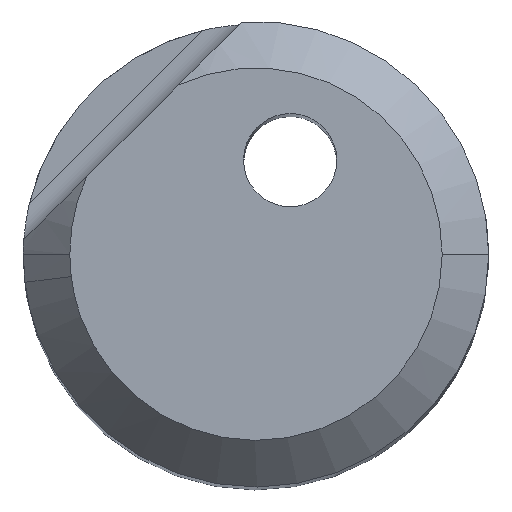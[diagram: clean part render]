
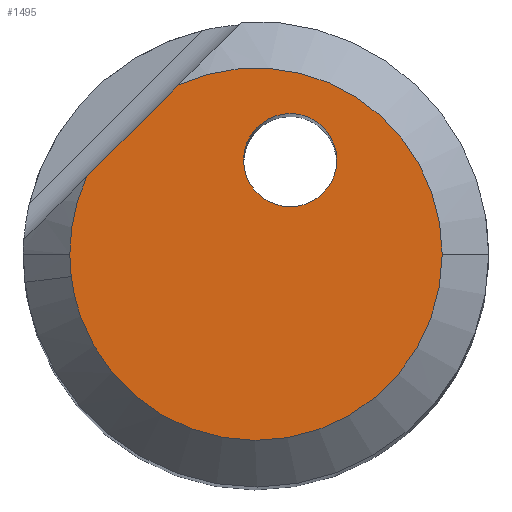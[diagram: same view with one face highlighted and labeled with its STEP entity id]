
A CAD part, top view. The second image highlights one B-rep face of the part: STEP entity #1495.
In plain terms, the highlighted planar face has unit normal (0, 0, 1).
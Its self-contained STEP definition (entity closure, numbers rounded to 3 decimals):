
#1207=AXIS2_PLACEMENT_3D('Circle Axis2P3D',#1205,#1206,$) ;
#1426=AXIS2_PLACEMENT_3D('Plane Axis2P3D',#1423,#1424,#1425) ;
#1439=AXIS2_PLACEMENT_3D('Circle Axis2P3D',#1437,#1438,$) ;
#1481=AXIS2_PLACEMENT_3D('Circle Axis2P3D',#1479,#1480,$) ;
#1202=CARTESIAN_POINT('Vertex',(-0.052,0.607,0.)) ;
#1205=CARTESIAN_POINT('Axis2P3D Location',(0.294,0.808,0.)) ;
#1209=CARTESIAN_POINT('Vertex',(0.64,1.009,0.)) ;
#1232=CARTESIAN_POINT('Control Point',(-0.052,0.607,0.)) ;
#1233=CARTESIAN_POINT('Control Point',(-0.178,0.824,0.)) ;
#1234=CARTESIAN_POINT('Control Point',(-0.141,1.149,0.)) ;
#1235=CARTESIAN_POINT('Control Point',(0.213,1.355,0.)) ;
#1236=CARTESIAN_POINT('Control Point',(0.514,1.227,0.)) ;
#1237=CARTESIAN_POINT('Control Point',(0.64,1.009,0.)) ;
#1423=CARTESIAN_POINT('Axis2P3D Location',(0.,0.,0.)) ;
#1428=CARTESIAN_POINT('Line Origine',(-1.061,1.061,0.)) ;
#1432=CARTESIAN_POINT('Vertex',(-0.667,1.454,0.)) ;
#1434=CARTESIAN_POINT('Vertex',(-1.454,0.667,0.)) ;
#1437=CARTESIAN_POINT('Axis2P3D Location',(0.,0.,0.)) ;
#1441=CARTESIAN_POINT('Vertex',(-1.6,0.,0.)) ;
#1445=CARTESIAN_POINT('Control Point',(-1.588,-0.192,0.)) ;
#1446=CARTESIAN_POINT('Control Point',(-1.593,-0.154,0.)) ;
#1447=CARTESIAN_POINT('Control Point',(-1.597,-0.116,0.)) ;
#1448=CARTESIAN_POINT('Control Point',(-1.599,-0.077,0.)) ;
#1449=CARTESIAN_POINT('Control Point',(-1.6,-0.039,0.)) ;
#1450=CARTESIAN_POINT('Control Point',(-1.6,0.,0.)) ;
#1451=CARTESIAN_POINT('Vertex',(-1.588,-0.192,0.)) ;
#1455=CARTESIAN_POINT('Control Point',(1.6,0.,0.)) ;
#1456=CARTESIAN_POINT('Control Point',(1.6,-0.186,0.)) ;
#1457=CARTESIAN_POINT('Control Point',(1.573,-0.372,0.)) ;
#1458=CARTESIAN_POINT('Control Point',(1.519,-0.552,0.)) ;
#1459=CARTESIAN_POINT('Control Point',(1.36,-0.893,0.)) ;
#1460=CARTESIAN_POINT('Control Point',(1.111,-1.174,0.)) ;
#1461=CARTESIAN_POINT('Control Point',(0.967,-1.295,0.)) ;
#1462=CARTESIAN_POINT('Control Point',(0.647,-1.493,0.)) ;
#1463=CARTESIAN_POINT('Control Point',(0.284,-1.591,0.)) ;
#1464=CARTESIAN_POINT('Control Point',(0.097,-1.613,0.)) ;
#1465=CARTESIAN_POINT('Control Point',(-0.278,-1.603,0.)) ;
#1466=CARTESIAN_POINT('Control Point',(-0.636,-1.486,0.)) ;
#1467=CARTESIAN_POINT('Control Point',(-0.804,-1.402,0.)) ;
#1468=CARTESIAN_POINT('Control Point',(-1.113,-1.187,0.)) ;
#1469=CARTESIAN_POINT('Control Point',(-1.347,-0.894,0.)) ;
#1470=CARTESIAN_POINT('Control Point',(-1.442,-0.731,0.)) ;
#1471=CARTESIAN_POINT('Control Point',(-1.526,-0.521,0.)) ;
#1472=CARTESIAN_POINT('Control Point',(-1.572,-0.303,0.)) ;
#1473=CARTESIAN_POINT('Control Point',(-1.578,-0.266,0.)) ;
#1474=CARTESIAN_POINT('Control Point',(-1.584,-0.229,0.)) ;
#1475=CARTESIAN_POINT('Control Point',(-1.588,-0.192,0.)) ;
#1476=CARTESIAN_POINT('Vertex',(1.6,0.,0.)) ;
#1479=CARTESIAN_POINT('Axis2P3D Location',(0.,0.,0.)) ;
#1206=DIRECTION('Axis2P3D Direction',(0.,0.,-1.)) ;
#1424=DIRECTION('Axis2P3D Direction',(0.,0.,-1.)) ;
#1425=DIRECTION('Axis2P3D XDirection',(-1.,0.,0.)) ;
#1429=DIRECTION('Vector Direction',(-0.707,-0.707,0.)) ;
#1438=DIRECTION('Axis2P3D Direction',(0.,0.,-1.)) ;
#1480=DIRECTION('Axis2P3D Direction',(0.,0.,-1.)) ;
#1430=VECTOR('Line Direction',#1429,1.) ;
#1485=ORIENTED_EDGE('',*,*,#1436,.T.) ;
#1486=ORIENTED_EDGE('',*,*,#1443,.F.) ;
#1487=ORIENTED_EDGE('',*,*,#1453,.F.) ;
#1488=ORIENTED_EDGE('',*,*,#1478,.F.) ;
#1489=ORIENTED_EDGE('',*,*,#1483,.F.) ;
#1492=ORIENTED_EDGE('',*,*,#1238,.T.) ;
#1493=ORIENTED_EDGE('',*,*,#1211,.T.) ;
#1494=FACE_BOUND('',#1491,.T.) ;
#1495=ADVANCED_FACE('NOCUT',(#1490,#1494),#1427,.F.) ;
#1231=B_SPLINE_CURVE_WITH_KNOTS('',5,(#1232,#1233,#1234,#1235,#1236,#1237),.UNSPECIFIED.,.F.,.U.,(6,6),(-0.628,0.628),.UNSPECIFIED.) ;
#1444=B_SPLINE_CURVE_WITH_KNOTS('',5,(#1445,#1446,#1447,#1448,#1449,#1450),.UNSPECIFIED.,.F.,.U.,(6,6),(6.867,7.141),.UNSPECIFIED.) ;
#1454=B_SPLINE_CURVE_WITH_KNOTS('',5,(#1455,#1456,#1457,#1458,#1459,#1460,#1461,#1462,#1463,#1464,#1465,#1466,#1467,#1468,#1469,#1470,#1471,#1472,#1473,#1474,#1475),.UNSPECIFIED.,.F.,.U.,(6,3,3,3,3,3,6),(0.,1.321,2.641,3.962,5.282,6.603,6.867),.UNSPECIFIED.) ;
#1208=CIRCLE('generated circle',#1207,0.4) ;
#1440=CIRCLE('generated circle',#1439,1.6) ;
#1482=CIRCLE('generated circle',#1481,1.6) ;
#1211=EDGE_CURVE('',#1210,#1203,#1208,.T.) ;
#1238=EDGE_CURVE('',#1203,#1210,#1231,.T.) ;
#1436=EDGE_CURVE('',#1433,#1435,#1431,.T.) ;
#1443=EDGE_CURVE('',#1442,#1435,#1440,.T.) ;
#1453=EDGE_CURVE('',#1452,#1442,#1444,.T.) ;
#1478=EDGE_CURVE('',#1477,#1452,#1454,.T.) ;
#1483=EDGE_CURVE('',#1433,#1477,#1482,.T.) ;
#1484=EDGE_LOOP('',(#1485,#1486,#1487,#1488,#1489)) ;
#1491=EDGE_LOOP('',(#1492,#1493)) ;
#1490=FACE_OUTER_BOUND('',#1484,.T.) ;
#1431=LINE('Line',#1428,#1430) ;
#1427=PLANE('',#1426) ;
#1203=VERTEX_POINT('',#1202) ;
#1210=VERTEX_POINT('',#1209) ;
#1433=VERTEX_POINT('',#1432) ;
#1435=VERTEX_POINT('',#1434) ;
#1442=VERTEX_POINT('',#1441) ;
#1452=VERTEX_POINT('',#1451) ;
#1477=VERTEX_POINT('',#1476) ;
